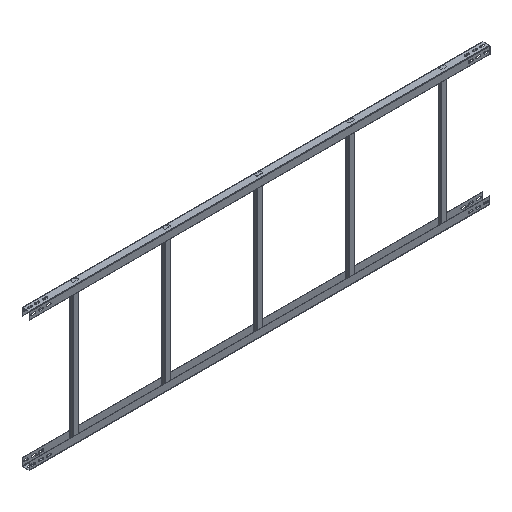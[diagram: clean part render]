
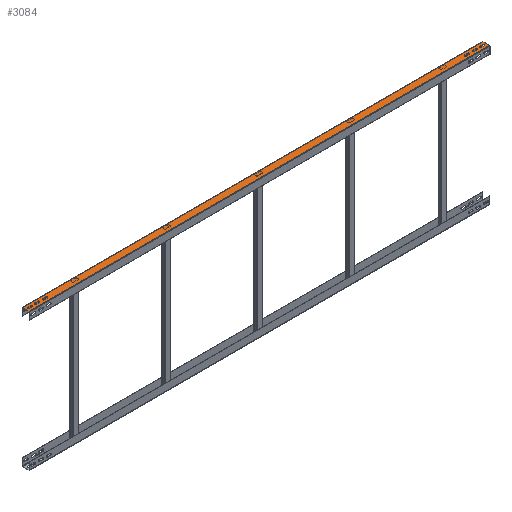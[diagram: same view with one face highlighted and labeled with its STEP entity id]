
A CAD part, isometric view. The second image highlights one B-rep face of the part: STEP entity #3084.
In plain terms, the highlighted face is planar.
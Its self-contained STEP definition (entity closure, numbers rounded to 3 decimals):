
#413=DIRECTION('',(1.,0.,0.));
#414=VECTOR('',#413,3000.);
#415=CARTESIAN_POINT('',(0.,0.,21.));
#416=LINE('',#415,#414);
#435=DIRECTION('',(0.,0.,1.));
#436=VECTOR('',#435,42.);
#437=CARTESIAN_POINT('',(0.,0.,-21.));
#438=LINE('',#437,#436);
#439=DIRECTION('',(0.,0.,1.));
#440=VECTOR('',#439,42.);
#441=CARTESIAN_POINT('',(3000.,0.,-21.));
#442=LINE('',#441,#440);
#443=DIRECTION('',(-1.,0.,0.));
#444=VECTOR('',#443,19.);
#445=CARTESIAN_POINT('',(2984.5,0.,-5.5));
#446=LINE('',#445,#444);
#447=CARTESIAN_POINT('',(2984.5,0.,0.));
#448=DIRECTION('',(0.,1.,0.));
#449=DIRECTION('',(0.,0.,1.));
#450=AXIS2_PLACEMENT_3D('',#447,#448,#449);
#452=DIRECTION('',(1.,0.,0.));
#453=VECTOR('',#452,19.);
#454=CARTESIAN_POINT('',(2965.5,0.,5.5));
#455=LINE('',#454,#453);
#456=CARTESIAN_POINT('',(2965.5,0.,0.));
#457=DIRECTION('',(0.,1.,0.));
#458=DIRECTION('',(0.,0.,-1.));
#459=AXIS2_PLACEMENT_3D('',#456,#457,#458);
#461=DIRECTION('',(-1.,0.,0.));
#462=VECTOR('',#461,19.);
#463=CARTESIAN_POINT('',(2934.5,0.,-5.5));
#464=LINE('',#463,#462);
#465=CARTESIAN_POINT('',(2934.5,0.,0.));
#466=DIRECTION('',(0.,1.,0.));
#467=DIRECTION('',(0.,0.,1.));
#468=AXIS2_PLACEMENT_3D('',#465,#466,#467);
#470=DIRECTION('',(1.,0.,0.));
#471=VECTOR('',#470,19.);
#472=CARTESIAN_POINT('',(2915.5,0.,5.5));
#473=LINE('',#472,#471);
#474=CARTESIAN_POINT('',(2915.5,0.,0.));
#475=DIRECTION('',(0.,1.,0.));
#476=DIRECTION('',(0.,0.,-1.));
#477=AXIS2_PLACEMENT_3D('',#474,#475,#476);
#479=DIRECTION('',(-1.,0.,0.));
#480=VECTOR('',#479,19.);
#481=CARTESIAN_POINT('',(2884.5,0.,-5.5));
#482=LINE('',#481,#480);
#483=CARTESIAN_POINT('',(2884.5,0.,0.));
#484=DIRECTION('',(0.,1.,0.));
#485=DIRECTION('',(0.,0.,1.));
#486=AXIS2_PLACEMENT_3D('',#483,#484,#485);
#488=DIRECTION('',(1.,0.,0.));
#489=VECTOR('',#488,19.);
#490=CARTESIAN_POINT('',(2865.5,0.,5.5));
#491=LINE('',#490,#489);
#492=CARTESIAN_POINT('',(2865.5,0.,0.));
#493=DIRECTION('',(0.,1.,0.));
#494=DIRECTION('',(0.,0.,-1.));
#495=AXIS2_PLACEMENT_3D('',#492,#493,#494);
#497=DIRECTION('',(-1.,0.,0.));
#498=VECTOR('',#497,19.);
#499=CARTESIAN_POINT('',(134.5,0.,-5.5));
#500=LINE('',#499,#498);
#501=CARTESIAN_POINT('',(134.5,0.,0.));
#502=DIRECTION('',(0.,1.,0.));
#503=DIRECTION('',(0.,0.,1.));
#504=AXIS2_PLACEMENT_3D('',#501,#502,#503);
#506=DIRECTION('',(1.,0.,0.));
#507=VECTOR('',#506,19.);
#508=CARTESIAN_POINT('',(115.5,0.,5.5));
#509=LINE('',#508,#507);
#510=CARTESIAN_POINT('',(115.5,0.,0.));
#511=DIRECTION('',(0.,1.,0.));
#512=DIRECTION('',(0.,0.,-1.));
#513=AXIS2_PLACEMENT_3D('',#510,#511,#512);
#515=DIRECTION('',(-1.,0.,0.));
#516=VECTOR('',#515,19.);
#517=CARTESIAN_POINT('',(84.5,0.,-5.5));
#518=LINE('',#517,#516);
#519=CARTESIAN_POINT('',(84.5,0.,0.));
#520=DIRECTION('',(0.,1.,0.));
#521=DIRECTION('',(0.,0.,1.));
#522=AXIS2_PLACEMENT_3D('',#519,#520,#521);
#524=DIRECTION('',(1.,0.,0.));
#525=VECTOR('',#524,19.);
#526=CARTESIAN_POINT('',(65.5,0.,5.5));
#527=LINE('',#526,#525);
#528=CARTESIAN_POINT('',(65.5,0.,0.));
#529=DIRECTION('',(0.,1.,0.));
#530=DIRECTION('',(0.,0.,-1.));
#531=AXIS2_PLACEMENT_3D('',#528,#529,#530);
#533=DIRECTION('',(-1.,0.,0.));
#534=VECTOR('',#533,19.);
#535=CARTESIAN_POINT('',(34.5,0.,-5.5));
#536=LINE('',#535,#534);
#537=CARTESIAN_POINT('',(34.5,0.,0.));
#538=DIRECTION('',(0.,1.,0.));
#539=DIRECTION('',(0.,0.,1.));
#540=AXIS2_PLACEMENT_3D('',#537,#538,#539);
#542=DIRECTION('',(1.,0.,0.));
#543=VECTOR('',#542,19.);
#544=CARTESIAN_POINT('',(15.5,0.,5.5));
#545=LINE('',#544,#543);
#546=CARTESIAN_POINT('',(15.5,0.,0.));
#547=DIRECTION('',(0.,1.,0.));
#548=DIRECTION('',(0.,0.,-1.));
#549=AXIS2_PLACEMENT_3D('',#546,#547,#548);
#869=DIRECTION('',(-1.,0.,0.));
#870=VECTOR('',#869,3000.);
#871=CARTESIAN_POINT('',(3000.,0.,-21.));
#872=LINE('',#871,#870);
#1895=CARTESIAN_POINT('',(3000.,0.,21.));
#1896=VERTEX_POINT('',#1895);
#1902=CARTESIAN_POINT('',(0.,0.,21.));
#1904=VERTEX_POINT('',#1902);
#1907=CARTESIAN_POINT('',(0.,0.,-21.));
#1908=VERTEX_POINT('',#1907);
#1912=CARTESIAN_POINT('',(3000.,0.,-21.));
#1914=VERTEX_POINT('',#1912);
#2227=CARTESIAN_POINT('',(2984.5,0.,-5.5));
#2228=CARTESIAN_POINT('',(2965.5,0.,-5.5));
#2229=VERTEX_POINT('',#2227);
#2230=VERTEX_POINT('',#2228);
#2231=CARTESIAN_POINT('',(2965.5,0.,5.5));
#2232=VERTEX_POINT('',#2231);
#2233=CARTESIAN_POINT('',(2984.5,0.,5.5));
#2234=VERTEX_POINT('',#2233);
#2235=CARTESIAN_POINT('',(2934.5,0.,-5.5));
#2236=CARTESIAN_POINT('',(2915.5,0.,-5.5));
#2237=VERTEX_POINT('',#2235);
#2238=VERTEX_POINT('',#2236);
#2239=CARTESIAN_POINT('',(2915.5,0.,5.5));
#2240=VERTEX_POINT('',#2239);
#2241=CARTESIAN_POINT('',(2934.5,0.,5.5));
#2242=VERTEX_POINT('',#2241);
#2243=CARTESIAN_POINT('',(2884.5,0.,-5.5));
#2244=CARTESIAN_POINT('',(2865.5,0.,-5.5));
#2245=VERTEX_POINT('',#2243);
#2246=VERTEX_POINT('',#2244);
#2247=CARTESIAN_POINT('',(2865.5,0.,5.5));
#2248=VERTEX_POINT('',#2247);
#2249=CARTESIAN_POINT('',(2884.5,0.,5.5));
#2250=VERTEX_POINT('',#2249);
#2251=CARTESIAN_POINT('',(134.5,0.,-5.5));
#2252=CARTESIAN_POINT('',(115.5,0.,-5.5));
#2253=VERTEX_POINT('',#2251);
#2254=VERTEX_POINT('',#2252);
#2255=CARTESIAN_POINT('',(115.5,0.,5.5));
#2256=VERTEX_POINT('',#2255);
#2257=CARTESIAN_POINT('',(134.5,0.,5.5));
#2258=VERTEX_POINT('',#2257);
#2259=CARTESIAN_POINT('',(84.5,0.,-5.5));
#2260=CARTESIAN_POINT('',(65.5,0.,-5.5));
#2261=VERTEX_POINT('',#2259);
#2262=VERTEX_POINT('',#2260);
#2263=CARTESIAN_POINT('',(65.5,0.,5.5));
#2264=VERTEX_POINT('',#2263);
#2265=CARTESIAN_POINT('',(84.5,0.,5.5));
#2266=VERTEX_POINT('',#2265);
#2267=CARTESIAN_POINT('',(34.5,0.,-5.5));
#2268=CARTESIAN_POINT('',(15.5,0.,-5.5));
#2269=VERTEX_POINT('',#2267);
#2270=VERTEX_POINT('',#2268);
#2271=CARTESIAN_POINT('',(15.5,0.,5.5));
#2272=VERTEX_POINT('',#2271);
#2273=CARTESIAN_POINT('',(34.5,0.,5.5));
#2274=VERTEX_POINT('',#2273);
#3011=CARTESIAN_POINT('',(3000.,0.,25.));
#3012=DIRECTION('',(0.,1.,0.));
#3013=DIRECTION('',(0.,0.,1.));
#3014=AXIS2_PLACEMENT_3D('',#3011,#3012,#3013);
#3015=PLANE('',#3014);
#3016=ORIENTED_EDGE('',*,*,#3001,.T.);
#3017=ORIENTED_EDGE('',*,*,#2977,.T.);
#3019=ORIENTED_EDGE('',*,*,#3018,.F.);
#3021=ORIENTED_EDGE('',*,*,#3020,.T.);
#3022=EDGE_LOOP('',(#3016,#3017,#3019,#3021));
#3023=FACE_OUTER_BOUND('',#3022,.F.);
#3025=ORIENTED_EDGE('',*,*,#3024,.F.);
#3027=ORIENTED_EDGE('',*,*,#3026,.F.);
#3029=ORIENTED_EDGE('',*,*,#3028,.F.);
#3031=ORIENTED_EDGE('',*,*,#3030,.F.);
#3032=EDGE_LOOP('',(#3025,#3027,#3029,#3031));
#3033=FACE_BOUND('',#3032,.F.);
#3035=ORIENTED_EDGE('',*,*,#3034,.F.);
#3037=ORIENTED_EDGE('',*,*,#3036,.F.);
#3039=ORIENTED_EDGE('',*,*,#3038,.F.);
#3041=ORIENTED_EDGE('',*,*,#3040,.F.);
#3042=EDGE_LOOP('',(#3035,#3037,#3039,#3041));
#3043=FACE_BOUND('',#3042,.F.);
#3045=ORIENTED_EDGE('',*,*,#3044,.F.);
#3047=ORIENTED_EDGE('',*,*,#3046,.F.);
#3049=ORIENTED_EDGE('',*,*,#3048,.F.);
#3051=ORIENTED_EDGE('',*,*,#3050,.F.);
#3052=EDGE_LOOP('',(#3045,#3047,#3049,#3051));
#3053=FACE_BOUND('',#3052,.F.);
#3055=ORIENTED_EDGE('',*,*,#3054,.F.);
#3057=ORIENTED_EDGE('',*,*,#3056,.F.);
#3059=ORIENTED_EDGE('',*,*,#3058,.F.);
#3061=ORIENTED_EDGE('',*,*,#3060,.F.);
#3062=EDGE_LOOP('',(#3055,#3057,#3059,#3061));
#3063=FACE_BOUND('',#3062,.F.);
#3065=ORIENTED_EDGE('',*,*,#3064,.F.);
#3067=ORIENTED_EDGE('',*,*,#3066,.F.);
#3069=ORIENTED_EDGE('',*,*,#3068,.F.);
#3071=ORIENTED_EDGE('',*,*,#3070,.F.);
#3072=EDGE_LOOP('',(#3065,#3067,#3069,#3071));
#3073=FACE_BOUND('',#3072,.F.);
#3075=ORIENTED_EDGE('',*,*,#3074,.F.);
#3077=ORIENTED_EDGE('',*,*,#3076,.F.);
#3079=ORIENTED_EDGE('',*,*,#3078,.F.);
#3081=ORIENTED_EDGE('',*,*,#3080,.F.);
#3082=EDGE_LOOP('',(#3075,#3077,#3079,#3081));
#3083=FACE_BOUND('',#3082,.F.);
#3084=ADVANCED_FACE('',(#3023,#3033,#3043,#3053,#3063,#3073,#3083),#3015,.F.);
#451=CIRCLE('',#450,5.5);
#460=CIRCLE('',#459,5.5);
#469=CIRCLE('',#468,5.5);
#478=CIRCLE('',#477,5.5);
#487=CIRCLE('',#486,5.5);
#496=CIRCLE('',#495,5.5);
#505=CIRCLE('',#504,5.5);
#514=CIRCLE('',#513,5.5);
#523=CIRCLE('',#522,5.5);
#532=CIRCLE('',#531,5.5);
#541=CIRCLE('',#540,5.5);
#550=CIRCLE('',#549,5.5);
#2977=EDGE_CURVE('',#1904,#1896,#416,.T.);
#3001=EDGE_CURVE('',#1908,#1904,#438,.T.);
#3018=EDGE_CURVE('',#1914,#1896,#442,.T.);
#3020=EDGE_CURVE('',#1914,#1908,#872,.T.);
#3024=EDGE_CURVE('',#2229,#2230,#446,.T.);
#3026=EDGE_CURVE('',#2234,#2229,#451,.T.);
#3028=EDGE_CURVE('',#2232,#2234,#455,.T.);
#3030=EDGE_CURVE('',#2230,#2232,#460,.T.);
#3034=EDGE_CURVE('',#2237,#2238,#464,.T.);
#3036=EDGE_CURVE('',#2242,#2237,#469,.T.);
#3038=EDGE_CURVE('',#2240,#2242,#473,.T.);
#3040=EDGE_CURVE('',#2238,#2240,#478,.T.);
#3044=EDGE_CURVE('',#2245,#2246,#482,.T.);
#3046=EDGE_CURVE('',#2250,#2245,#487,.T.);
#3048=EDGE_CURVE('',#2248,#2250,#491,.T.);
#3050=EDGE_CURVE('',#2246,#2248,#496,.T.);
#3054=EDGE_CURVE('',#2253,#2254,#500,.T.);
#3056=EDGE_CURVE('',#2258,#2253,#505,.T.);
#3058=EDGE_CURVE('',#2256,#2258,#509,.T.);
#3060=EDGE_CURVE('',#2254,#2256,#514,.T.);
#3064=EDGE_CURVE('',#2261,#2262,#518,.T.);
#3066=EDGE_CURVE('',#2266,#2261,#523,.T.);
#3068=EDGE_CURVE('',#2264,#2266,#527,.T.);
#3070=EDGE_CURVE('',#2262,#2264,#532,.T.);
#3074=EDGE_CURVE('',#2269,#2270,#536,.T.);
#3076=EDGE_CURVE('',#2274,#2269,#541,.T.);
#3078=EDGE_CURVE('',#2272,#2274,#545,.T.);
#3080=EDGE_CURVE('',#2270,#2272,#550,.T.);
